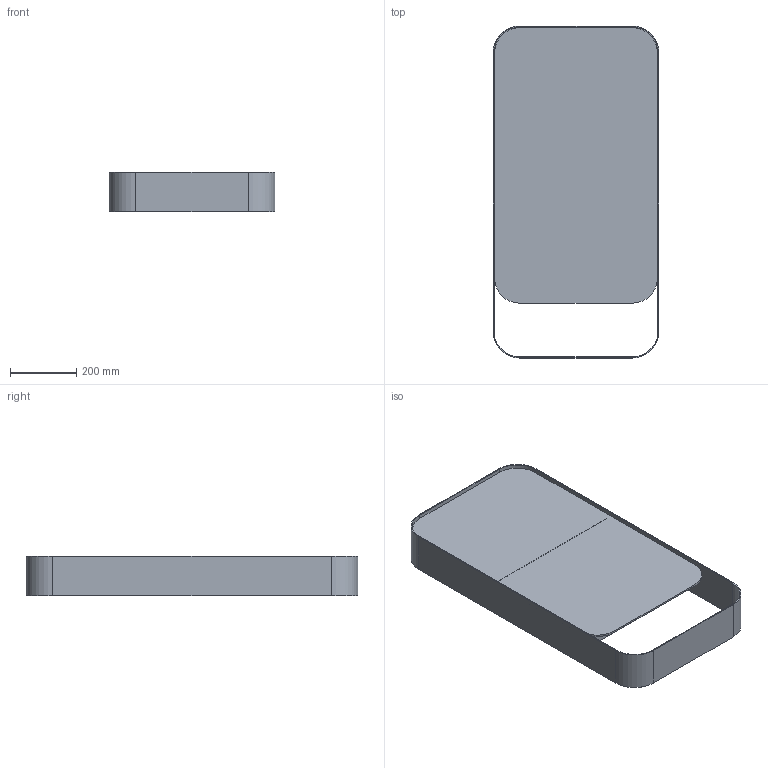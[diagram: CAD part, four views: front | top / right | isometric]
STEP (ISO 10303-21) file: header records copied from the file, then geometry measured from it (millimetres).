
FILE_DESCRIPTION (( 'STEP AP214' ), '1' );
FILE_NAME ('VOL050SQC_v10221.STEP', '2021-02-12T14:43:27', ( '' ), ( '' ), 'SwSTEP 2.0', 'SolidWorks 2019', '' );
FILE_SCHEMA (( 'AUTOMOTIVE_DESIGN' ));
Length unit declared in the file: millimetre
Products named in the file (6): Volato filler; VOL050SQC_v10221; Shelf; Volato frame 125mm; Volato carcass v2; Volato Mirror v2
Assembly tree (5 placements, depth 2):
  VOL050SQC_v10221
    Volato frame 125mm
    Volato Mirror v2
    Volato carcass v2
    Shelf
    Volato filler
Bounding box: 500 x 1000 x 120 mm (x, y, z)
Volume: 12052780.5 mm3; surface area: 2763740.9 mm2
Topology: 5 solids, 5 shells, 100 faces, 220 edges, 144 vertices
Faces by surface type: plane 62, cylinder 38
Entity records: 3002 total; most frequent: DIRECTION 512, CARTESIAN_POINT 472, ORIENTED_EDGE 440, EDGE_CURVE 220, AXIS2_PLACEMENT_3D 184, VECTOR 144, VERTEX_POINT 144, LINE 144
